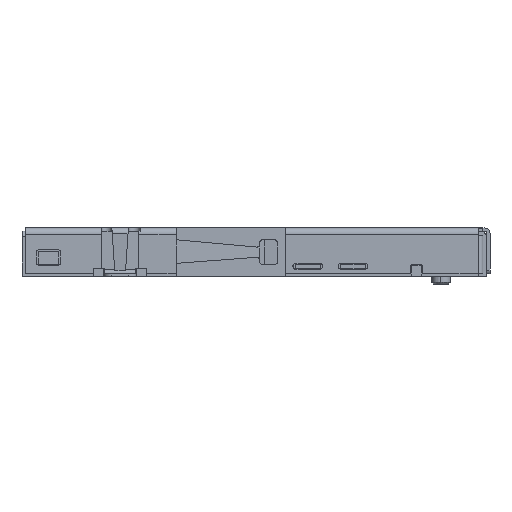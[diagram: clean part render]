
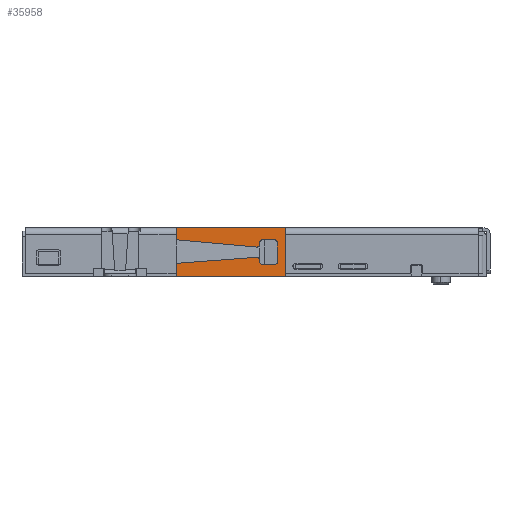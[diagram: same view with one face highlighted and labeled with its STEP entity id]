
A CAD part, left-side view. The second image highlights one B-rep face of the part: STEP entity #35958.
In plain terms, the highlighted planar face has unit normal (-1, 0, 0).
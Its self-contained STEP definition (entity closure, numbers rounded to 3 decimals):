
#2481 = ORIENTED_EDGE ( 'NONE', *, *, #4662, .F. ) ;
#4336 = PLANE ( 'NONE',  #25793 ) ;
#4662 = EDGE_CURVE ( 'NONE', #27506, #43138, #32261, .T. ) ;
#4901 = CARTESIAN_POINT ( 'NONE',  ( -13.15, 19.9, -1.45 ) ) ;
#6457 = CARTESIAN_POINT ( 'NONE',  ( -13.15, 12.9, 1.65 ) ) ;
#6487 = VERTEX_POINT ( 'NONE', #6457 ) ;
#6706 = EDGE_CURVE ( 'NONE', #43138, #6487, #38314, .T. ) ;
#7714 = DIRECTION ( 'NONE',  ( 1., 0., 0. ) ) ;
#8280 = DIRECTION ( 'NONE',  ( 0., 0., 1. ) ) ;
#9441 = DIRECTION ( 'NONE',  ( 0., 1., 0. ) ) ;
#14308 = VECTOR ( 'NONE', #8280, 1000. ) ;
#14334 = CARTESIAN_POINT ( 'NONE',  ( -13.15, 29.6, -1.45 ) ) ;
#15958 = ORIENTED_EDGE ( 'NONE', *, *, #6706, .F. ) ;
#15995 = EDGE_CURVE ( 'NONE', #34866, #27506, #27840, .T. ) ;
#20571 = ORIENTED_EDGE ( 'NONE', *, *, #38905, .F. ) ;
#20948 = CARTESIAN_POINT ( 'NONE',  ( -13.15, 12.9, -1.45 ) ) ;
#24579 = EDGE_LOOP ( 'NONE', ( #15958, #2481, #31881, #20571 ) ) ;
#25085 = FACE_OUTER_BOUND ( 'NONE', #24579, .T. ) ;
#25793 = AXIS2_PLACEMENT_3D ( 'NONE', #14334, #7714, #31340 ) ;
#26581 = LINE ( 'NONE', #40639, #34504 ) ;
#27190 = DIRECTION ( 'NONE',  ( 0., 0., -1. ) ) ;
#27506 = VERTEX_POINT ( 'NONE', #31248 ) ;
#27840 = LINE ( 'NONE', #43099, #43681 ) ;
#28817 = CARTESIAN_POINT ( 'NONE',  ( -13.15, 29.6, 1.65 ) ) ;
#31248 = CARTESIAN_POINT ( 'NONE',  ( -13.15, 19.9, -1.45 ) ) ;
#31340 = DIRECTION ( 'NONE',  ( 0., 0., -1. ) ) ;
#31881 = ORIENTED_EDGE ( 'NONE', *, *, #15995, .F. ) ;
#32197 = DIRECTION ( 'NONE',  ( 0., -1., 0. ) ) ;
#32261 = LINE ( 'NONE', #4901, #14308 ) ;
#33231 = CARTESIAN_POINT ( 'NONE',  ( -13.15, 19.9, 1.65 ) ) ;
#34504 = VECTOR ( 'NONE', #27190, 1000. ) ;
#34866 = VERTEX_POINT ( 'NONE', #20948 ) ;
#35958 = ADVANCED_FACE ( 'NONE', ( #25085 ), #4336, .F. ) ;
#37261 = VECTOR ( 'NONE', #32197, 1000. ) ;
#38314 = LINE ( 'NONE', #28817, #37261 ) ;
#38905 = EDGE_CURVE ( 'NONE', #6487, #34866, #26581, .T. ) ;
#40639 = CARTESIAN_POINT ( 'NONE',  ( -13.15, 12.9, -1.45 ) ) ;
#43099 = CARTESIAN_POINT ( 'NONE',  ( -13.15, 0., -1.45 ) ) ;
#43138 = VERTEX_POINT ( 'NONE', #33231 ) ;
#43681 = VECTOR ( 'NONE', #9441, 1000. ) ;
